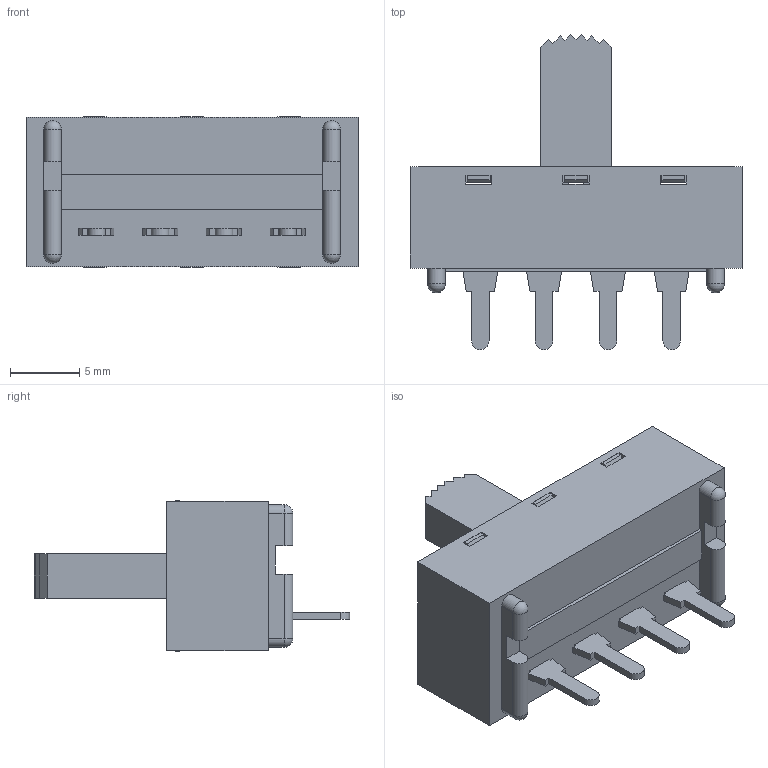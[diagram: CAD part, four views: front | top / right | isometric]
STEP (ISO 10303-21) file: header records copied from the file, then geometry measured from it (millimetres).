
FILE_DESCRIPTION(/* description */ ('STEP AP214'),/* implementation_level */ '2;1');
FILE_NAME(/* name */ 'L103031MS02Q',/* time_stamp */ '2022-11-22T18:07:30+01:00',/* author */ ('License CC BY-ND 4.0'),/* organization */ ('CADENAS'),/* preprocessor_version */ 'ST-DEVELOPER v18.102',/* originating_system */ 'PARTsolutions',/* authorisation */ ' ');
FILE_SCHEMA (('AUTOMOTIVE_DESIGN {1 0 10303 214 3 1 1}'));
Length unit declared in the file: millimetre
Products named in the file (2): L103031MS02Q; L103031MS02Q_PART1
Assembly tree (1 placements, depth 2):
  L103031MS02Q
    L103031MS02Q_PART1
Bounding box: 23.93 x 22.72 x 10.82 mm (x, y, z)
Volume: 1060.5 mm3; surface area: 2361.3 mm2
Topology: 2 solids, 2 shells, 338 faces, 1015 edges, 656 vertices
Faces by surface type: plane 296, cylinder 38, sphere 4
Entity records: 11241 total; most frequent: ORIENTED_EDGE 2014, CARTESIAN_POINT 1999, DIRECTION 1775, EDGE_CURVE 1007, LINE 919, VECTOR 919, VERTEX_POINT 652, AXIS2_PLACEMENT_3D 428
